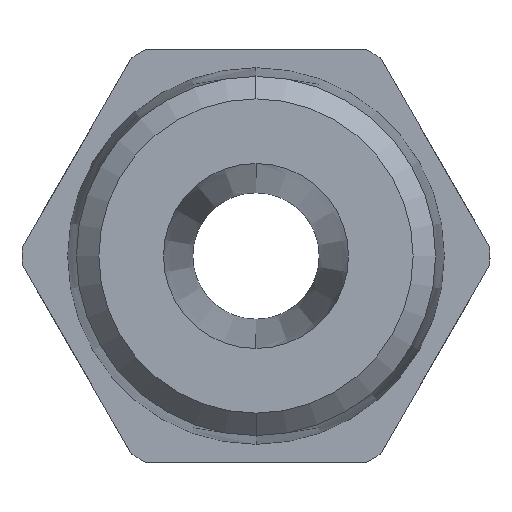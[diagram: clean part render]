
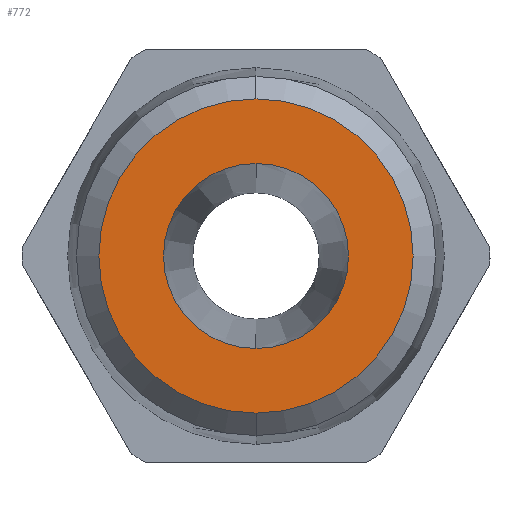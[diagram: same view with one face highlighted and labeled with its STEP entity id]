
A CAD part, front view. The second image highlights one B-rep face of the part: STEP entity #772.
In plain terms, the highlighted planar face has unit normal (0, -1, 0).
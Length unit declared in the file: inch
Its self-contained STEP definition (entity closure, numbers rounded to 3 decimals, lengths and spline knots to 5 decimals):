
#20 = DIRECTION ( 'NONE',  ( 0., -1., 0. ) ) ;
#29 = CARTESIAN_POINT ( 'NONE',  ( -0.22576, 0., 0. ) ) ;
#95 = EDGE_CURVE ( 'NONE', #1308, #1301, #396, .T. ) ;
#100 = EDGE_CURVE ( 'NONE', #1301, #1308, #604, .T. ) ;
#160 = FACE_OUTER_BOUND ( 'NONE', #348, .T. ) ;
#168 = DIRECTION ( 'NONE',  ( 0., 1., 0. ) ) ;
#169 = CARTESIAN_POINT ( 'NONE',  ( 0., 0., 0.2842 ) ) ;
#229 = DIRECTION ( 'NONE',  ( 0., 0., -1. ) ) ;
#234 = CARTESIAN_POINT ( 'NONE',  ( 0., 0., 0. ) ) ;
#249 = CIRCLE ( 'NONE', #624, 0.16732 ) ;
#271 = VERTEX_POINT ( 'NONE', #563 ) ;
#284 = EDGE_CURVE ( 'NONE', #271, #523, #1196, .T. ) ;
#297 = CARTESIAN_POINT ( 'NONE',  ( 0., 0., -0.16732 ) ) ;
#336 = DIRECTION ( 'NONE',  ( 0., 0., 1. ) ) ;
#348 = EDGE_LOOP ( 'NONE', ( #520, #1112 ) ) ;
#396 = CIRCLE ( 'NONE', #960, 0.2842 ) ;
#520 = ORIENTED_EDGE ( 'NONE', *, *, #100, .F. ) ;
#523 = VERTEX_POINT ( 'NONE', #297 ) ;
#544 = DIRECTION ( 'NONE',  ( 0., 1., 0. ) ) ;
#559 = ORIENTED_EDGE ( 'NONE', *, *, #1280, .T. ) ;
#563 = CARTESIAN_POINT ( 'NONE',  ( 0., 0., 0.16732 ) ) ;
#577 = DIRECTION ( 'NONE',  ( 0., 1., 0. ) ) ;
#595 = EDGE_LOOP ( 'NONE', ( #559, #825 ) ) ;
#604 = CIRCLE ( 'NONE', #1021, 0.2842 ) ;
#624 = AXIS2_PLACEMENT_3D ( 'NONE', #1188, #577, #1283 ) ;
#640 = PLANE ( 'NONE',  #816 ) ;
#772 = ADVANCED_FACE ( 'NONE', ( #1241, #160 ), #640, .T. ) ;
#778 = CARTESIAN_POINT ( 'NONE',  ( 0., 0., 0. ) ) ;
#816 = AXIS2_PLACEMENT_3D ( 'NONE', #29, #20, #229 ) ;
#825 = ORIENTED_EDGE ( 'NONE', *, *, #284, .T. ) ;
#870 = AXIS2_PLACEMENT_3D ( 'NONE', #778, #168, #890 ) ;
#890 = DIRECTION ( 'NONE',  ( 0., 0., -1. ) ) ;
#954 = DIRECTION ( 'NONE',  ( 0., 1., 0. ) ) ;
#960 = AXIS2_PLACEMENT_3D ( 'NONE', #234, #954, #336 ) ;
#1021 = AXIS2_PLACEMENT_3D ( 'NONE', #1153, #544, #1256 ) ;
#1112 = ORIENTED_EDGE ( 'NONE', *, *, #95, .F. ) ;
#1153 = CARTESIAN_POINT ( 'NONE',  ( 0., 0., 0. ) ) ;
#1188 = CARTESIAN_POINT ( 'NONE',  ( 0., 0., 0. ) ) ;
#1192 = CARTESIAN_POINT ( 'NONE',  ( 0., 0., -0.2842 ) ) ;
#1196 = CIRCLE ( 'NONE', #870, 0.16732 ) ;
#1241 = FACE_BOUND ( 'NONE', #595, .T. ) ;
#1256 = DIRECTION ( 'NONE',  ( 0., 0., 1. ) ) ;
#1280 = EDGE_CURVE ( 'NONE', #523, #271, #249, .T. ) ;
#1283 = DIRECTION ( 'NONE',  ( 0., 0., -1. ) ) ;
#1301 = VERTEX_POINT ( 'NONE', #169 ) ;
#1308 = VERTEX_POINT ( 'NONE', #1192 ) ;
